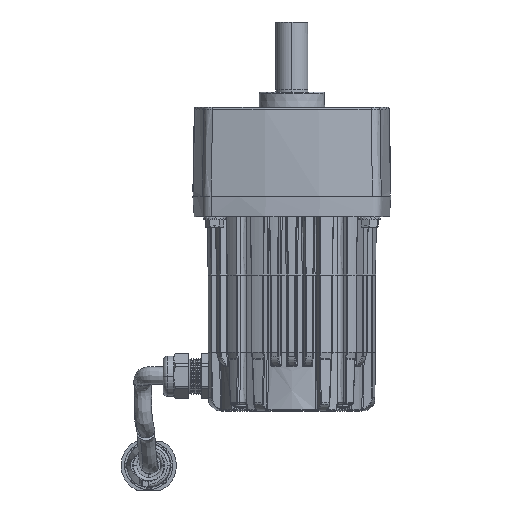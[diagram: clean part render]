
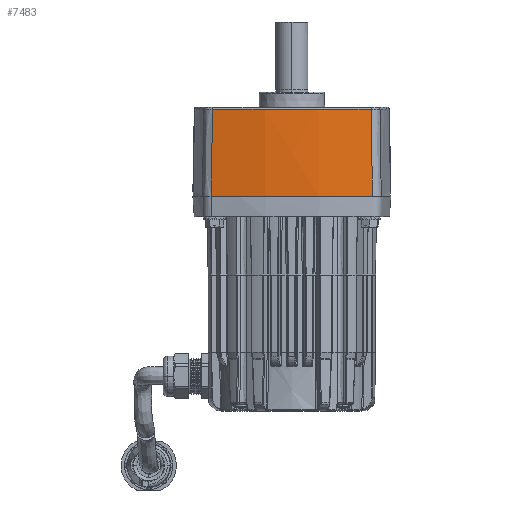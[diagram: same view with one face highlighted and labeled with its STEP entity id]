
A CAD part, front view. The second image highlights one B-rep face of the part: STEP entity #7483.
In plain terms, the highlighted conical face has half-angle 1 degrees and reference radius 203.2 mm.
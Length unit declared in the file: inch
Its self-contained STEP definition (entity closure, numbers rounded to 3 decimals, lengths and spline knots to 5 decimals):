
#306 = VERTEX_POINT ( 'NONE', #57640 ) ;
#910 = CARTESIAN_POINT ( 'NONE',  ( -1.88764, -2.09363, -0.027 ) ) ;
#2407 = FACE_OUTER_BOUND ( 'NONE', #9107, .T. ) ;
#2582 = CARTESIAN_POINT ( 'NONE',  ( 0., 5.68, -0.027 ) ) ;
#3494 = CARTESIAN_POINT ( 'NONE',  ( -1.87744, -2.08375, -0.71452 ) ) ;
#5265 = DIRECTION ( 'NONE',  ( 0., 0., 1. ) ) ;
#7483 = ADVANCED_FACE ( 'NONE', ( #2407 ), #15449, .T. ) ;
#8112 = DIRECTION ( 'NONE',  ( 0., 0., 1. ) ) ;
#8778 = CARTESIAN_POINT ( 'NONE',  ( 1.85745, -2.06439, -2.06105 ) ) ;
#9027 = DIRECTION ( 'NONE',  ( 1., 0., 0. ) ) ;
#9107 = EDGE_LOOP ( 'NONE', ( #49279, #34912, #59600, #14246 ) ) ;
#9965 = CARTESIAN_POINT ( 'NONE',  ( -1.86738, -2.07401, -1.39254 ) ) ;
#10020 = AXIS2_PLACEMENT_3D ( 'NONE', #46475, #8112, #53004 ) ;
#12885 = EDGE_CURVE ( 'NONE', #306, #79202, #46514, .T. ) ;
#14246 = ORIENTED_EDGE ( 'NONE', *, *, #39970, .T. ) ;
#14446 = CIRCLE ( 'NONE', #10020, 7.96402 ) ;
#15449 = CONICAL_SURFACE ( 'NONE', #56174, 8., 0.017 ) ;
#16386 = CARTESIAN_POINT ( 'NONE',  ( -1.85745, -2.06439, -2.06105 ) ) ;
#18164 = CARTESIAN_POINT ( 'NONE',  ( 0., 5.68, 0. ) ) ;
#21685 = CARTESIAN_POINT ( 'NONE',  ( 1.87234, -2.07881, -1.05828 ) ) ;
#28129 = CARTESIAN_POINT ( 'NONE',  ( 1.88254, -2.08869, -0.37076 ) ) ;
#34912 = ORIENTED_EDGE ( 'NONE', *, *, #82433, .T. ) ;
#35440 = CARTESIAN_POINT ( 'NONE',  ( -1.88764, -2.09363, -0.027 ) ) ;
#36188 = EDGE_CURVE ( 'NONE', #80382, #61624, #78327, .T. ) ;
#39970 = EDGE_CURVE ( 'NONE', #61624, #306, #14446, .T. ) ;
#41165 = CARTESIAN_POINT ( 'NONE',  ( -1.85745, -2.06439, -2.06105 ) ) ;
#41868 = CARTESIAN_POINT ( 'NONE',  ( -1.88254, -2.08869, -0.37076 ) ) ;
#46475 = CARTESIAN_POINT ( 'NONE',  ( 0., 5.68, -2.06105 ) ) ;
#46514 = B_SPLINE_CURVE_WITH_KNOTS ( 'NONE', 3,
 ( #8778, #66290, #60117, #21685, #66567, #28129, #72993 ),
 .UNSPECIFIED., .F., .F.,
 ( 4, 3, 4 ),
 ( 0.0015, 0.02697, 0.05317 ),
 .UNSPECIFIED. ) ;
#47230 = AXIS2_PLACEMENT_3D ( 'NONE', #2582, #47361, #9027 ) ;
#47361 = DIRECTION ( 'NONE',  ( 0., 0., -1. ) ) ;
#48285 = CARTESIAN_POINT ( 'NONE',  ( -1.87234, -2.07881, -1.05828 ) ) ;
#49279 = ORIENTED_EDGE ( 'NONE', *, *, #12885, .T. ) ;
#50085 = DIRECTION ( 'NONE',  ( 1., 0., 0. ) ) ;
#52420 = CARTESIAN_POINT ( 'NONE',  ( 1.88764, -2.09363, -0.027 ) ) ;
#53004 = DIRECTION ( 'NONE',  ( -1., 0., 0. ) ) ;
#54808 = CARTESIAN_POINT ( 'NONE',  ( -1.86241, -2.0692, -1.72679 ) ) ;
#56174 = AXIS2_PLACEMENT_3D ( 'NONE', #18164, #5265, #50085 ) ;
#57640 = CARTESIAN_POINT ( 'NONE',  ( 1.85745, -2.06439, -2.06105 ) ) ;
#59600 = ORIENTED_EDGE ( 'NONE', *, *, #36188, .T. ) ;
#60117 = CARTESIAN_POINT ( 'NONE',  ( 1.86738, -2.07401, -1.39254 ) ) ;
#61624 = VERTEX_POINT ( 'NONE', #41165 ) ;
#66290 = CARTESIAN_POINT ( 'NONE',  ( 1.86241, -2.0692, -1.72679 ) ) ;
#66567 = CARTESIAN_POINT ( 'NONE',  ( 1.87744, -2.08375, -0.71452 ) ) ;
#68321 = CIRCLE ( 'NONE', #47230, 7.99953 ) ;
#72993 = CARTESIAN_POINT ( 'NONE',  ( 1.88764, -2.09363, -0.027 ) ) ;
#78327 = B_SPLINE_CURVE_WITH_KNOTS ( 'NONE', 3,
 ( #35440, #41868, #3494, #48285, #9965, #54808, #16386 ),
 .UNSPECIFIED., .F., .F.,
 ( 4, 3, 4 ),
 ( 0.00069, 0.02689, 0.05236 ),
 .UNSPECIFIED. ) ;
#79202 = VERTEX_POINT ( 'NONE', #52420 ) ;
#80382 = VERTEX_POINT ( 'NONE', #910 ) ;
#82433 = EDGE_CURVE ( 'NONE', #79202, #80382, #68321, .T. ) ;
